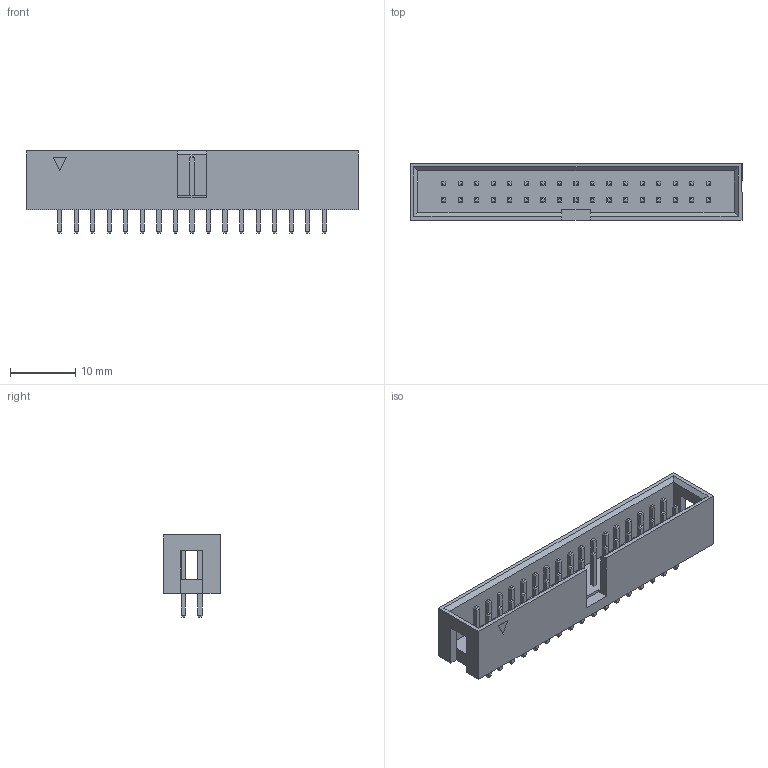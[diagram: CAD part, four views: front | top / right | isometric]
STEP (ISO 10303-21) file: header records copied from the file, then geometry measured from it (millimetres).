
FILE_DESCRIPTION (( 'STEP AP214' ), '1' );
FILE_NAME ('26BF67E8-F0EE-4FB2-914D-0BC452591F57.STEP', '2023-05-06T20:54:05', ( '' ), ( '' ), 'SwSTEP 2.0', 'SolidWorks 2022', '' );
FILE_SCHEMA (( 'AUTOMOTIVE_DESIGN' ));
Length unit declared in the file: millimetre
Products named in the file (1): 26BF67E8-F0EE-4FB2-914D-0BC452591F57
Bounding box: 50.98 x 8.9 x 12.6 mm (x, y, z)
Volume: 1921.5 mm3; surface area: 3406.2 mm2
Topology: 1 solids, 1 shells, 648 faces, 1463 edges, 882 vertices
Faces by surface type: plane 648
Entity records: 17765 total; most frequent: CARTESIAN_POINT 2994, ORIENTED_EDGE 2926, DIRECTION 2761, EDGE_CURVE 1463, LINE 1463, VECTOR 1463, VERTEX_POINT 882, EDGE_LOOP 717
